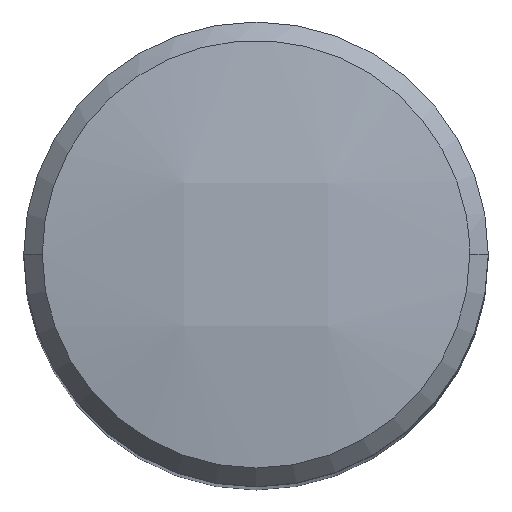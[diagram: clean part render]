
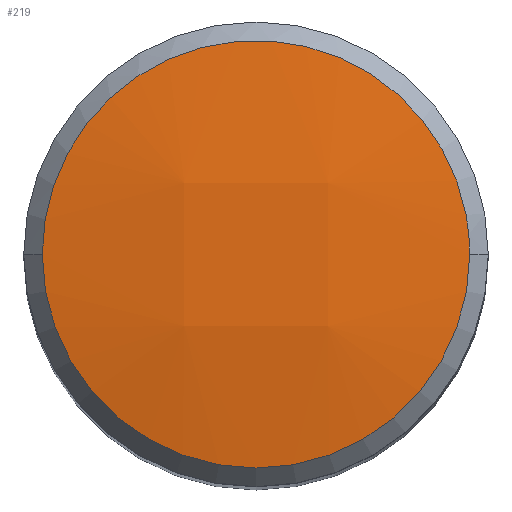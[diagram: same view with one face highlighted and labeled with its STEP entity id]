
A CAD part, top view. The second image highlights one B-rep face of the part: STEP entity #219.
In plain terms, the highlighted free-form (B-spline) face has degree [3, 3] with [4, 4] control points.
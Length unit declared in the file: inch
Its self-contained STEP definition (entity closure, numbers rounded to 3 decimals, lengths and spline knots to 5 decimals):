
#5 = CARTESIAN_POINT ( 'NONE',  ( -0.733, 0.72449, 6.51679 ) ) ;
#9 = CARTESIAN_POINT ( 'NONE',  ( -0.24716, -0.24887, 6.69914 ) ) ;
#18 = CARTESIAN_POINT ( 'NONE',  ( 0.733, 0.24488, 6.60732 ) ) ;
#30 = CARTESIAN_POINT ( 'NONE',  ( 0.4407, 0.57542, 6.58617 ) ) ;
#45 = CARTESIAN_POINT ( 'NONE',  ( 0., 0., 6.58617 ) ) ;
#82 = CARTESIAN_POINT ( 'NONE',  ( -0.70009, 0.18764, 6.58617 ) ) ;
#94 = CARTESIAN_POINT ( 'NONE',  ( -0.58916, 0.42216, 6.58617 ) ) ;
#120 = EDGE_LOOP ( 'NONE', ( #303, #280 ) ) ;
#148 = CARTESIAN_POINT ( 'NONE',  ( -0.24716, -0.73971, 6.60671 ) ) ;
#166 = CARTESIAN_POINT ( 'NONE',  ( 0.66003, 0.29948, 6.58617 ) ) ;
#167 = CARTESIAN_POINT ( 'NONE',  ( 0.72441, 0., 6.58617 ) ) ;
#193 = CARTESIAN_POINT ( 'NONE',  ( 0.62727, 0.36314, 6.58617 ) ) ;
#219 = ADVANCED_FACE ( 'NONE', ( #683 ), #922, .T. ) ;
#234 = CARTESIAN_POINT ( 'NONE',  ( -0.47874, 0.54571, 6.58617 ) ) ;
#241 = CARTESIAN_POINT ( 'NONE',  ( 0.04711, 0.72327, 6.58617 ) ) ;
#280 = ORIENTED_EDGE ( 'NONE', *, *, #429, .F. ) ;
#303 = ORIENTED_EDGE ( 'NONE', *, *, #650, .F. ) ;
#373 = CARTESIAN_POINT ( 'NONE',  ( -0.67816, 0.25579, 6.58617 ) ) ;
#379 = CARTESIAN_POINT ( 'NONE',  ( -0.32095, 0.65114, 6.58617 ) ) ;
#383 = CARTESIAN_POINT ( 'NONE',  ( -0.44219, 0.57578, 6.58617 ) ) ;
#429 = EDGE_CURVE ( 'NONE', #452, #1443, #1508, .T. ) ;
#452 = VERTEX_POINT ( 'NONE', #167 ) ;
#454 = CARTESIAN_POINT ( 'NONE',  ( 0.23274, 0.68765, 6.58617 ) ) ;
#464 = CARTESIAN_POINT ( 'NONE',  ( 0.32044, 0.65011, 6.58617 ) ) ;
#516 = AXIS2_PLACEMENT_3D ( 'NONE', #45, #1335, #581 ) ;
#517 = CARTESIAN_POINT ( 'NONE',  ( -0.25557, 0.67824, 6.58617 ) ) ;
#521 = CARTESIAN_POINT ( 'NONE',  ( -0.57485, 0.44145, 6.58617 ) ) ;
#571 = CARTESIAN_POINT ( 'NONE',  ( 0.733, -0.72283, 6.5171 ) ) ;
#581 = DIRECTION ( 'NONE',  ( -1., 0., 0. ) ) ;
#600 = CARTESIAN_POINT ( 'NONE',  ( 0.68725, 0.23389, 6.58617 ) ) ;
#640 = CARTESIAN_POINT ( 'NONE',  ( 0.18755, 0.7013, 6.58617 ) ) ;
#650 = EDGE_CURVE ( 'NONE', #1443, #452, #1593, .T. ) ;
#651 = CARTESIAN_POINT ( 'NONE',  ( -0.09469, 0.71976, 6.58617 ) ) ;
#683 = FACE_OUTER_BOUND ( 'NONE', #120, .T. ) ;
#692 = CARTESIAN_POINT ( 'NONE',  ( 0.733, 0.72449, 6.51679 ) ) ;
#711 = CARTESIAN_POINT ( 'NONE',  ( 0.24716, 0.2506, 6.69903 ) ) ;
#719 = CARTESIAN_POINT ( 'NONE',  ( 0.72323, 0.04776, 6.58617 ) ) ;
#726 = CARTESIAN_POINT ( 'NONE',  ( 0.57563, 0.44232, 6.58617 ) ) ;
#734 = CARTESIAN_POINT ( 'NONE',  ( 0.72441, 0.02392, 6.58617 ) ) ;
#740 = CARTESIAN_POINT ( 'NONE',  ( 0.71851, 0.09528, 6.58617 ) ) ;
#794 = CARTESIAN_POINT ( 'NONE',  ( -0.72441, 0.04784, 6.58617 ) ) ;
#802 = CARTESIAN_POINT ( 'NONE',  ( -0.04775, 0.72438, 6.58617 ) ) ;
#860 = CARTESIAN_POINT ( 'NONE',  ( 0.24716, -0.73971, 6.60671 ) ) ;
#878 = CARTESIAN_POINT ( 'NONE',  ( 0.71496, 0.11898, 6.58617 ) ) ;
#884 = CARTESIAN_POINT ( 'NONE',  ( 0.29877, 0.66036, 6.58617 ) ) ;
#899 = CARTESIAN_POINT ( 'NONE',  ( 0.64981, 0.32108, 6.58617 ) ) ;
#922 =( BOUNDED_SURFACE ( )  B_SPLINE_SURFACE ( 3, 3, ( 
 ( #692, #18, #1324, #571 ),
 ( #1176, #711, #1748, #860 ),
 ( #1616, #1030, #9, #148 ),
 ( #5, #1609, #1152, #1735 ) ),
 .UNSPECIFIED., .F., .F., .F. ) 
 B_SPLINE_SURFACE_WITH_KNOTS ( ( 4, 4 ),
 ( 4, 4 ),
 ( 0., 1. ),
 ( 0., 1. ),
 .UNSPECIFIED. ) 
 GEOMETRIC_REPRESENTATION_ITEM ( )  RATIONAL_B_SPLINE_SURFACE ( (
 ( 1., 0.988, 0.988, 1.),
 ( 0.989, 0.977, 0.977, 0.989),
 ( 0.989, 0.977, 0.977, 0.989),
 ( 1., 0.988, 0.988, 1.) ) ) 
 REPRESENTATION_ITEM ( '' )  SURFACE ( )  );
#942 = CARTESIAN_POINT ( 'NONE',  ( -0.71972, 0.09496, 6.58617 ) ) ;
#949 = CARTESIAN_POINT ( 'NONE',  ( -0.70586, 0.1646, 6.58617 ) ) ;
#1030 = CARTESIAN_POINT ( 'NONE',  ( -0.24716, 0.2506, 6.69903 ) ) ;
#1040 = CARTESIAN_POINT ( 'NONE',  ( 0.47736, 0.5454, 6.58617 ) ) ;
#1091 = CARTESIAN_POINT ( 'NONE',  ( -0.68621, 0.23335, 6.58617 ) ) ;
#1099 = CARTESIAN_POINT ( 'NONE',  ( -0.52879, 0.49569, 6.58617 ) ) ;
#1152 = CARTESIAN_POINT ( 'NONE',  ( -0.733, -0.24319, 6.60743 ) ) ;
#1176 = CARTESIAN_POINT ( 'NONE',  ( 0.24716, 0.7414, 6.60639 ) ) ;
#1191 = CARTESIAN_POINT ( 'NONE',  ( 0.40275, 0.60351, 6.58617 ) ) ;
#1216 = CARTESIAN_POINT ( 'NONE',  ( -0.72441, 0., 6.58617 ) ) ;
#1243 = CARTESIAN_POINT ( 'NONE',  ( -0.36266, 0.62891, 6.58617 ) ) ;
#1251 = CARTESIAN_POINT ( 'NONE',  ( 0.09461, 0.7186, 6.58617 ) ) ;
#1317 = CARTESIAN_POINT ( 'NONE',  ( 0.49513, 0.52932, 6.58617 ) ) ;
#1324 = CARTESIAN_POINT ( 'NONE',  ( 0.733, -0.24319, 6.60743 ) ) ;
#1332 = CARTESIAN_POINT ( 'NONE',  ( 0.72441, 0., 6.58617 ) ) ;
#1335 = DIRECTION ( 'NONE',  ( 0., 0., -1. ) ) ;
#1384 = CARTESIAN_POINT ( 'NONE',  ( -0.65096, 0.32134, 6.58617 ) ) ;
#1388 = CARTESIAN_POINT ( 'NONE',  ( -0.72441, 0., 6.58617 ) ) ;
#1443 = VERTEX_POINT ( 'NONE', #1216 ) ;
#1508 = CIRCLE ( 'NONE', #516, 0.72441 ) ;
#1523 = CARTESIAN_POINT ( 'NONE',  ( 0.11806, 0.71511, 6.58617 ) ) ;
#1532 = CARTESIAN_POINT ( 'NONE',  ( -0.54468, 0.47818, 6.58617 ) ) ;
#1539 = CARTESIAN_POINT ( 'NONE',  ( -0.2333, 0.68623, 6.58617 ) ) ;
#1547 = CARTESIAN_POINT ( 'NONE',  ( -0.16451, 0.70588, 6.58617 ) ) ;
#1593 = B_SPLINE_CURVE_WITH_KNOTS ( 'NONE', 3,
 ( #1388, #794, #942, #949, #82, #1091, #373, #1384, #1825, #94, #521, #1532, #1099, #234, #383, #1243, #379, #517, #1539, #1691, #1547, #651, #802, #1831, #241, #1251, #1523, #640, #454, #884, #464, #1768, #1191, #30, #1040, #1317, #1761, #726, #1630, #193, #899, #166, #600, #1611, #878, #740, #719, #734, #1332 ),
 .UNSPECIFIED., .F., .F.,
 ( 4, 2, 2, 2, 2, 2, 2, 2, 2, 2, 2, 2, 2, 2, 2, 2, 1, 2, 2, 2, 2, 2, 2, 2, 4 ),
 ( 0., 0.0036, 0.00541, 0.00721, 0.01081, 0.01261, 0.01441, 0.01802, 0.02162, 0.02342, 0.02522, 0.02883, 0.03063, 0.03243, 0.03603, 0.03784, 0.03964, 0.04144, 0.04324, 0.04684, 0.04865, 0.05045, 0.05405, 0.05585, 0.05765 ),
 .UNSPECIFIED. ) ;
#1609 = CARTESIAN_POINT ( 'NONE',  ( -0.733, 0.24488, 6.60732 ) ) ;
#1611 = CARTESIAN_POINT ( 'NONE',  ( 0.70099, 0.18877, 6.58617 ) ) ;
#1616 = CARTESIAN_POINT ( 'NONE',  ( -0.24716, 0.7414, 6.60639 ) ) ;
#1630 = CARTESIAN_POINT ( 'NONE',  ( 0.61505, 0.38345, 6.58617 ) ) ;
#1691 = CARTESIAN_POINT ( 'NONE',  ( -0.1878, 0.70005, 6.58617 ) ) ;
#1735 = CARTESIAN_POINT ( 'NONE',  ( -0.733, -0.72283, 6.5171 ) ) ;
#1748 = CARTESIAN_POINT ( 'NONE',  ( 0.24716, -0.24887, 6.69914 ) ) ;
#1761 = CARTESIAN_POINT ( 'NONE',  ( 0.54569, 0.47881, 6.58617 ) ) ;
#1768 = CARTESIAN_POINT ( 'NONE',  ( 0.36224, 0.62778, 6.58617 ) ) ;
#1825 = CARTESIAN_POINT ( 'NONE',  ( -0.62872, 0.36294, 6.58617 ) ) ;
#1831 = CARTESIAN_POINT ( 'NONE',  ( 0.02325, 0.72442, 6.58617 ) ) ;
